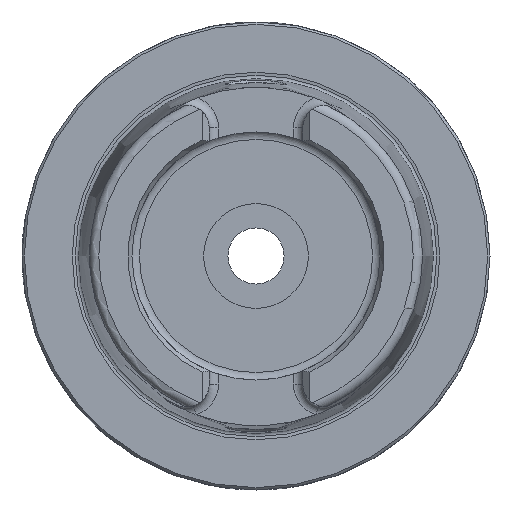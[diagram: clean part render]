
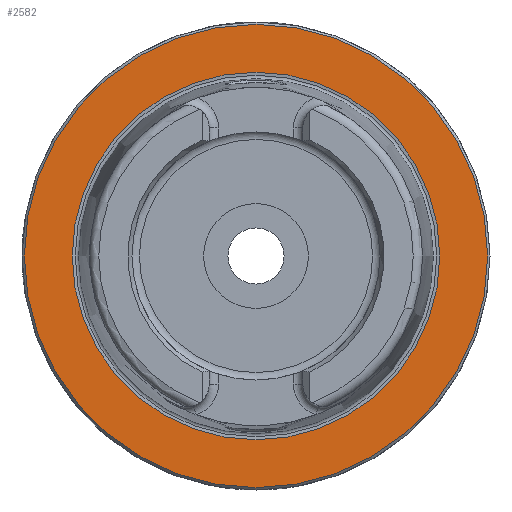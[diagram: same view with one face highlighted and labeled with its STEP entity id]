
A CAD part, left-side view. The second image highlights one B-rep face of the part: STEP entity #2582.
In plain terms, the highlighted planar face has unit normal (-1, 0, 0).
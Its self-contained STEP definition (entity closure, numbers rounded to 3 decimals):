
#103=FACE_BOUND('',#459,.T.);
#139=PLANE('',#2949);
#316=FACE_OUTER_BOUND('',#458,.T.);
#458=EDGE_LOOP('',(#2370,#2371));
#459=EDGE_LOOP('',(#2372,#2373));
#903=CIRCLE('',#2947,39.275);
#904=CIRCLE('',#2948,39.275);
#905=CIRCLE('',#2950,49.5);
#906=CIRCLE('',#2951,49.5);
#1192=VERTEX_POINT('',#5468);
#1193=VERTEX_POINT('',#5470);
#1194=VERTEX_POINT('',#5474);
#1195=VERTEX_POINT('',#5475);
#1591=EDGE_CURVE('',#1193,#1192,#903,.T.);
#1592=EDGE_CURVE('',#1192,#1193,#904,.T.);
#1593=EDGE_CURVE('',#1194,#1195,#905,.T.);
#1594=EDGE_CURVE('',#1195,#1194,#906,.T.);
#2370=ORIENTED_EDGE('',*,*,#1593,.F.);
#2371=ORIENTED_EDGE('',*,*,#1594,.F.);
#2372=ORIENTED_EDGE('',*,*,#1591,.T.);
#2373=ORIENTED_EDGE('',*,*,#1592,.T.);
#2582=ADVANCED_FACE('',(#316,#103),#139,.T.);
#2947=AXIS2_PLACEMENT_3D('',#5471,#3750,#3751);
#2948=AXIS2_PLACEMENT_3D('',#5472,#3752,#3753);
#2949=AXIS2_PLACEMENT_3D('',#5473,#3754,#3755);
#2950=AXIS2_PLACEMENT_3D('',#5476,#3756,#3757);
#2951=AXIS2_PLACEMENT_3D('',#5477,#3758,#3759);
#3750=DIRECTION('center_axis',(1.,0.,0.));
#3751=DIRECTION('ref_axis',(0.,0.,-1.));
#3752=DIRECTION('center_axis',(1.,0.,0.));
#3753=DIRECTION('ref_axis',(0.,0.,-1.));
#3754=DIRECTION('center_axis',(-1.,0.,0.));
#3755=DIRECTION('ref_axis',(0.,0.,1.));
#3756=DIRECTION('center_axis',(1.,0.,0.));
#3757=DIRECTION('ref_axis',(0.,0.,-1.));
#3758=DIRECTION('center_axis',(1.,0.,0.));
#3759=DIRECTION('ref_axis',(0.,0.,-1.));
#5468=CARTESIAN_POINT('',(0.,-39.275,0.));
#5470=CARTESIAN_POINT('',(0.,39.275,0.));
#5471=CARTESIAN_POINT('Origin',(0.,0.,0.));
#5472=CARTESIAN_POINT('Origin',(0.,0.,0.));
#5473=CARTESIAN_POINT('Origin',(0.,49.5,0.));
#5474=CARTESIAN_POINT('',(0.,49.5,0.));
#5475=CARTESIAN_POINT('',(0.,-49.5,0.));
#5476=CARTESIAN_POINT('Origin',(0.,0.,0.));
#5477=CARTESIAN_POINT('Origin',(0.,0.,0.));
